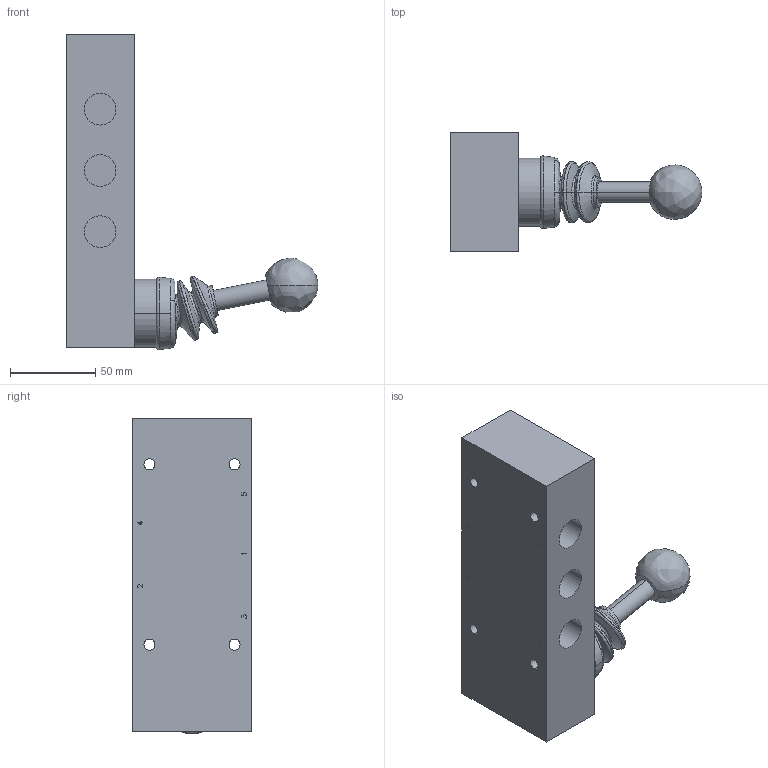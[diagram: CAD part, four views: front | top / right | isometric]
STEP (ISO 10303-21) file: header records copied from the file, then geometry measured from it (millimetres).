
FILE_DESCRIPTION (( 'STEP AP203' ), '1' );
FILE_NAME ('HF-12-510-Airtec.step', '2006-10-31T13:09:54', ( 'Gustaf Hederström' ), ( 'Cevican AB' ), 'SwSTEP 2.0', 'SolidWorks 2002308', '' );
FILE_SCHEMA (( 'CONFIG_CONTROL_DESIGN' ));
Length unit declared in the file: millimetre
Products named in the file (1): HF-12-510-Airtec
Bounding box: 148 x 70 x 185.3 mm (x, y, z)
Volume: 556938.5 mm3; surface area: 64384.4 mm2
Topology: 1 solids, 1 shells, 321 faces, 882 edges, 580 vertices
Faces by surface type: plane 254, bspline 32, cylinder 31, torus 2, cone 2
Entity records: 16920 total; most frequent: CARTESIAN_POINT 8909, ORIENTED_EDGE 1760, DIRECTION 1423, EDGE_CURVE 880, LINE 731, VECTOR 731, VERTEX_POINT 580, EDGE_LOOP 348
